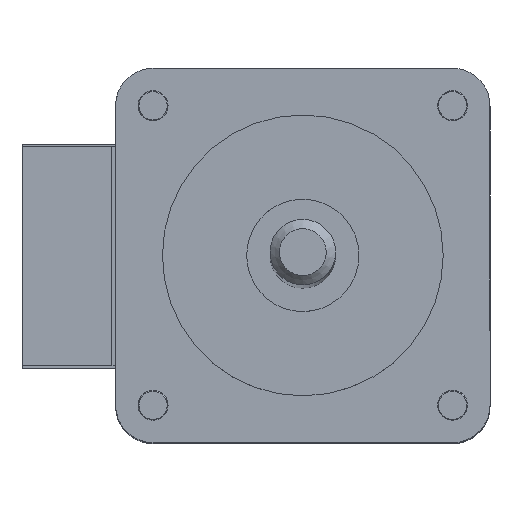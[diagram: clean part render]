
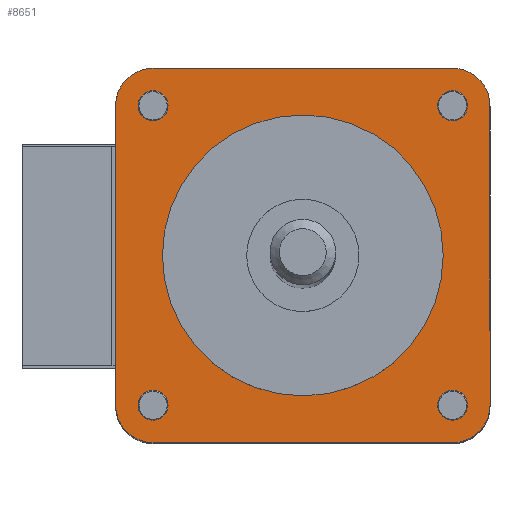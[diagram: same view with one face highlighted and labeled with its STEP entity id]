
A CAD part, top view. The second image highlights one B-rep face of the part: STEP entity #8651.
In plain terms, the highlighted planar face has unit normal (0, 0, 1).
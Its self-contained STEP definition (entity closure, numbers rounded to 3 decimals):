
#8253=CARTESIAN_POINT('',(8.8,-8.,15.65));
#8254=VERTEX_POINT('',#8253);
#8255=CARTESIAN_POINT('',(8.,-8.,15.65));
#8256=DIRECTION('',(0.0,0.0,-1.0));
#8257=DIRECTION('',(1.0,0.0,0.0));
#8258=AXIS2_PLACEMENT_3D('',#8255,#8256,#8257);
#8259=CIRCLE('',#8258,0.8);
#8260=EDGE_CURVE('',#8254,#8254,#8259,.T.);
#8273=CARTESIAN_POINT('',(-7.2,8.,15.65));
#8274=VERTEX_POINT('',#8273);
#8275=CARTESIAN_POINT('',(-8.,8.,15.65));
#8276=DIRECTION('',(0.0,0.0,-1.0));
#8277=DIRECTION('',(1.0,0.0,0.0));
#8278=AXIS2_PLACEMENT_3D('',#8275,#8276,#8277);
#8279=CIRCLE('',#8278,0.8);
#8280=EDGE_CURVE('',#8274,#8274,#8279,.T.);
#8293=CARTESIAN_POINT('',(8.8,8.,15.65));
#8294=VERTEX_POINT('',#8293);
#8295=CARTESIAN_POINT('',(8.,8.,15.65));
#8296=DIRECTION('',(0.0,0.0,-1.0));
#8297=DIRECTION('',(1.0,0.0,0.0));
#8298=AXIS2_PLACEMENT_3D('',#8295,#8296,#8297);
#8299=CIRCLE('',#8298,0.8);
#8300=EDGE_CURVE('',#8294,#8294,#8299,.T.);
#8313=CARTESIAN_POINT('',(-7.2,-8.,15.65));
#8314=VERTEX_POINT('',#8313);
#8315=CARTESIAN_POINT('',(-8.,-8.,15.65));
#8316=DIRECTION('',(0.0,0.0,-1.0));
#8317=DIRECTION('',(1.0,0.0,0.0));
#8318=AXIS2_PLACEMENT_3D('',#8315,#8316,#8317);
#8319=CIRCLE('',#8318,0.8);
#8320=EDGE_CURVE('',#8314,#8314,#8319,.T.);
#8330=CARTESIAN_POINT('',(-10.,8.,15.65));
#8331=VERTEX_POINT('',#8330);
#8332=CARTESIAN_POINT('',(-8.,10.0,15.65));
#8333=VERTEX_POINT('',#8332);
#8334=CARTESIAN_POINT('',(-8.,8.,15.65));
#8335=DIRECTION('',(0.0,0.0,-1.0));
#8336=DIRECTION('',(-0.707,0.707,0.0));
#8337=AXIS2_PLACEMENT_3D('',#8334,#8335,#8336);
#8338=CIRCLE('',#8337,2.0);
#8339=EDGE_CURVE('',#8331,#8333,#8338,.T.);
#8381=CARTESIAN_POINT('',(-10.0,-8.,15.65));
#8382=VERTEX_POINT('',#8381);
#8389=CARTESIAN_POINT('',(-10.,8.,15.65));
#8390=DIRECTION('',(0.0,-1.0,0.0));
#8391=VECTOR('',#8390,16.);
#8392=LINE('',#8389,#8391);
#8393=EDGE_CURVE('',#8331,#8382,#8392,.T.);
#8403=CARTESIAN_POINT('',(8.,10.0,15.65));
#8404=VERTEX_POINT('',#8403);
#8405=CARTESIAN_POINT('',(10.,8.,15.65));
#8406=VERTEX_POINT('',#8405);
#8407=CARTESIAN_POINT('',(8.,8.,15.65));
#8408=DIRECTION('',(0.0,0.0,-1.0));
#8409=DIRECTION('',(0.707,0.707,0.0));
#8410=AXIS2_PLACEMENT_3D('',#8407,#8408,#8409);
#8411=CIRCLE('',#8410,2.0);
#8412=EDGE_CURVE('',#8404,#8406,#8411,.T.);
#8446=CARTESIAN_POINT('',(10.,-8.,15.65));
#8447=VERTEX_POINT('',#8446);
#8448=CARTESIAN_POINT('',(10.,-8.0,15.65));
#8449=DIRECTION('',(0.0,1.0,0.0));
#8450=VECTOR('',#8449,16.0);
#8451=LINE('',#8448,#8450);
#8452=EDGE_CURVE('',#8447,#8406,#8451,.T.);
#8476=CARTESIAN_POINT('',(8.,-10.,15.65));
#8477=VERTEX_POINT('',#8476);
#8478=CARTESIAN_POINT('',(8.,-8.,15.65));
#8479=DIRECTION('',(0.0,0.0,-1.0));
#8480=DIRECTION('',(0.707,-0.707,0.0));
#8481=AXIS2_PLACEMENT_3D('',#8478,#8479,#8480);
#8482=CIRCLE('',#8481,2.0);
#8483=EDGE_CURVE('',#8447,#8477,#8482,.T.);
#8509=CARTESIAN_POINT('',(-8.,-10.0,15.65));
#8510=VERTEX_POINT('',#8509);
#8511=CARTESIAN_POINT('',(-8.,-8.,15.65));
#8512=DIRECTION('',(0.0,0.0,-1.0));
#8513=DIRECTION('',(-0.707,-0.707,0.0));
#8514=AXIS2_PLACEMENT_3D('',#8511,#8512,#8513);
#8515=CIRCLE('',#8514,2.0);
#8516=EDGE_CURVE('',#8510,#8382,#8515,.T.);
#8553=CARTESIAN_POINT('',(7.5,0.,15.65));
#8554=VERTEX_POINT('',#8553);
#8555=CARTESIAN_POINT('',(0.,0.,15.65));
#8556=DIRECTION('',(0.0,0.0,-1.0));
#8557=DIRECTION('',(-1.0,0.0,0.0));
#8558=AXIS2_PLACEMENT_3D('',#8555,#8556,#8557);
#8559=CIRCLE('',#8558,7.5);
#8560=EDGE_CURVE('',#8554,#8554,#8559,.T.);
#8583=CARTESIAN_POINT('',(-8.,-10.0,15.65));
#8584=DIRECTION('',(1.0,0.0,0.0));
#8585=VECTOR('',#8584,16.0);
#8586=LINE('',#8583,#8585);
#8587=EDGE_CURVE('',#8510,#8477,#8586,.T.);
#8605=CARTESIAN_POINT('',(8.,10.0,15.65));
#8606=DIRECTION('',(-1.0,0.0,0.0));
#8607=VECTOR('',#8606,16.0);
#8608=LINE('',#8605,#8607);
#8609=EDGE_CURVE('',#8404,#8333,#8608,.T.);
#8621=CARTESIAN_POINT('',(0.,0.,15.65));
#8622=DIRECTION('',(0.0,0.0,1.0));
#8623=DIRECTION('',(1.0,0.0,0.0));
#8624=AXIS2_PLACEMENT_3D('',#8621,#8622,#8623);
#8625=PLANE('',#8624);
#8626=ORIENTED_EDGE('',*,*,#8339,.F.);
#8627=ORIENTED_EDGE('',*,*,#8393,.T.);
#8628=ORIENTED_EDGE('',*,*,#8516,.F.);
#8629=ORIENTED_EDGE('',*,*,#8587,.T.);
#8630=ORIENTED_EDGE('',*,*,#8483,.F.);
#8631=ORIENTED_EDGE('',*,*,#8452,.T.);
#8632=ORIENTED_EDGE('',*,*,#8412,.F.);
#8633=ORIENTED_EDGE('',*,*,#8609,.T.);
#8634=EDGE_LOOP('',(#8626,#8627,#8628,#8629,#8630,#8631,#8632,#8633));
#8635=FACE_OUTER_BOUND('',#8634,.T.);
#8636=ORIENTED_EDGE('',*,*,#8260,.T.);
#8637=EDGE_LOOP('',(#8636));
#8638=FACE_BOUND('',#8637,.T.);
#8639=ORIENTED_EDGE('',*,*,#8280,.T.);
#8640=EDGE_LOOP('',(#8639));
#8641=FACE_BOUND('',#8640,.T.);
#8642=ORIENTED_EDGE('',*,*,#8300,.T.);
#8643=EDGE_LOOP('',(#8642));
#8644=FACE_BOUND('',#8643,.T.);
#8645=ORIENTED_EDGE('',*,*,#8320,.T.);
#8646=EDGE_LOOP('',(#8645));
#8647=FACE_BOUND('',#8646,.T.);
#8648=ORIENTED_EDGE('',*,*,#8560,.T.);
#8649=EDGE_LOOP('',(#8648));
#8650=FACE_BOUND('',#8649,.T.);
#8651=ADVANCED_FACE('',(#8635,#8638,#8641,#8644,#8647,#8650),#8625,.T.);
